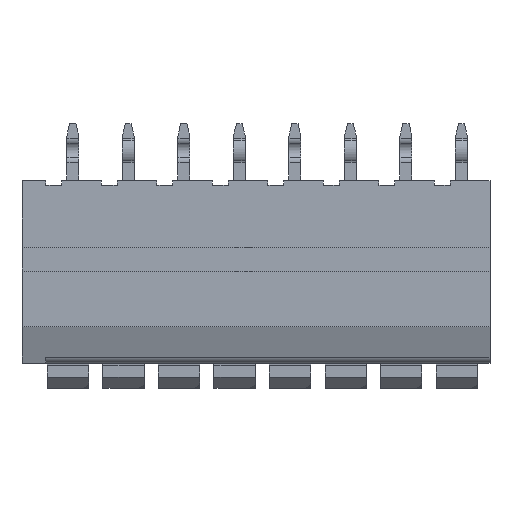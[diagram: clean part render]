
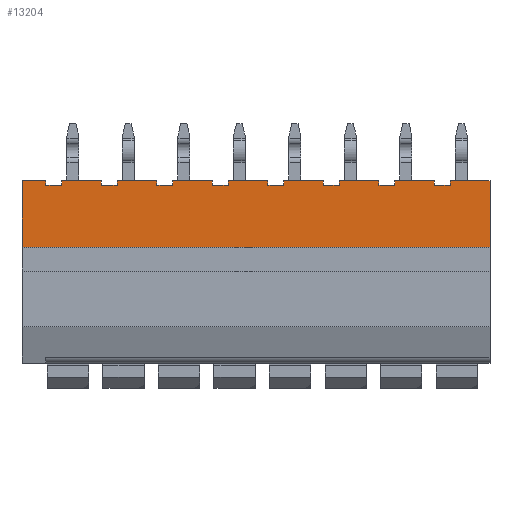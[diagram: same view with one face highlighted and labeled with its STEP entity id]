
A CAD part, left-side view. The second image highlights one B-rep face of the part: STEP entity #13204.
In plain terms, the highlighted planar face has unit normal (-1, 0, 0).
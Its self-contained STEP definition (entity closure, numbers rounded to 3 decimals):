
#78=DIRECTION('',(0.,1.,0.));
#79=VECTOR('',#78,1.);
#80=CARTESIAN_POINT('',(-6.,-11.5,5.45));
#81=LINE('',#80,#79);
#102=DIRECTION('',(0.,0.,1.));
#103=VECTOR('',#102,0.3);
#104=CARTESIAN_POINT('',(-6.,-10.5,5.45));
#105=LINE('',#104,#103);
#114=DIRECTION('',(0.,-1.,0.));
#115=VECTOR('',#114,1.);
#116=CARTESIAN_POINT('',(-6.,-17.5,5.45));
#117=LINE('',#116,#115);
#118=DIRECTION('',(0.,-1.,0.));
#119=VECTOR('',#118,1.5);
#120=CARTESIAN_POINT('',(-6.,8.5,5.75));
#121=LINE('',#120,#119);
#122=DIRECTION('',(0.,0.,-1.));
#123=VECTOR('',#122,0.3);
#124=CARTESIAN_POINT('',(-6.,7.,5.75));
#125=LINE('',#124,#123);
#126=DIRECTION('',(0.,0.,1.));
#127=VECTOR('',#126,0.3);
#128=CARTESIAN_POINT('',(-6.,6.,5.45));
#129=LINE('',#128,#127);
#130=DIRECTION('',(0.,-1.,0.));
#131=VECTOR('',#130,2.5);
#132=CARTESIAN_POINT('',(-6.,6.,5.75));
#133=LINE('',#132,#131);
#134=DIRECTION('',(0.,0.,1.));
#135=VECTOR('',#134,0.3);
#136=CARTESIAN_POINT('',(-6.,2.5,5.45));
#137=LINE('',#136,#135);
#138=DIRECTION('',(0.,-1.,0.));
#139=VECTOR('',#138,2.5);
#140=CARTESIAN_POINT('',(-6.,2.5,5.75));
#141=LINE('',#140,#139);
#142=DIRECTION('',(0.,0.,1.));
#143=VECTOR('',#142,0.3);
#144=CARTESIAN_POINT('',(-6.,-1.,5.45));
#145=LINE('',#144,#143);
#146=DIRECTION('',(0.,-1.,0.));
#147=VECTOR('',#146,2.5);
#148=CARTESIAN_POINT('',(-6.,-1.,5.75));
#149=LINE('',#148,#147);
#150=DIRECTION('',(0.,0.,1.));
#151=VECTOR('',#150,0.3);
#152=CARTESIAN_POINT('',(-6.,-4.5,5.45));
#153=LINE('',#152,#151);
#154=DIRECTION('',(0.,-1.,0.));
#155=VECTOR('',#154,2.5);
#156=CARTESIAN_POINT('',(-6.,-4.5,5.75));
#157=LINE('',#156,#155);
#158=DIRECTION('',(0.,0.,1.));
#159=VECTOR('',#158,0.3);
#160=CARTESIAN_POINT('',(-6.,-8.,5.45));
#161=LINE('',#160,#159);
#162=DIRECTION('',(0.,-1.,0.));
#163=VECTOR('',#162,2.5);
#164=CARTESIAN_POINT('',(-6.,-8.,5.75));
#165=LINE('',#164,#163);
#166=DIRECTION('',(0.,0.,1.));
#167=VECTOR('',#166,0.3);
#168=CARTESIAN_POINT('',(-6.,-11.5,5.45));
#169=LINE('',#168,#167);
#170=DIRECTION('',(0.,-1.,0.));
#171=VECTOR('',#170,2.5);
#172=CARTESIAN_POINT('',(-6.,-11.5,5.75));
#173=LINE('',#172,#171);
#174=DIRECTION('',(0.,0.,1.));
#175=VECTOR('',#174,0.3);
#176=CARTESIAN_POINT('',(-6.,-15.,5.45));
#177=LINE('',#176,#175);
#178=DIRECTION('',(0.,-1.,0.));
#179=VECTOR('',#178,2.5);
#180=CARTESIAN_POINT('',(-6.,-15.,5.75));
#181=LINE('',#180,#179);
#186=DIRECTION('',(0.,0.,1.));
#187=VECTOR('',#186,0.3);
#188=CARTESIAN_POINT('',(-6.,-17.5,5.45));
#189=LINE('',#188,#187);
#1147=DIRECTION('',(0.,-1.,0.));
#1148=VECTOR('',#1147,29.5);
#1149=CARTESIAN_POINT('',(-6.,8.5,1.55));
#1150=LINE('',#1149,#1148);
#2107=DIRECTION('',(0.,0.,1.));
#2108=VECTOR('',#2107,4.2);
#2109=CARTESIAN_POINT('',(-6.,-21.,1.55));
#2110=LINE('',#2109,#2108);
#5125=DIRECTION('',(0.,1.,0.));
#5126=VECTOR('',#5125,2.5);
#5127=CARTESIAN_POINT('',(-6.,-21.,5.75));
#5128=LINE('',#5127,#5126);
#5145=DIRECTION('',(0.,0.,-1.));
#5146=VECTOR('',#5145,0.3);
#5147=CARTESIAN_POINT('',(-6.,-18.5,5.75));
#5148=LINE('',#5147,#5146);
#5755=DIRECTION('',(0.,0.,-1.));
#5756=VECTOR('',#5755,4.2);
#5757=CARTESIAN_POINT('',(-6.,8.5,5.75));
#5758=LINE('',#5757,#5756);
#6255=DIRECTION('',(0.,1.,0.));
#6256=VECTOR('',#6255,1.);
#6257=CARTESIAN_POINT('',(-6.,6.,5.45));
#6258=LINE('',#6257,#6256);
#6459=DIRECTION('',(0.,0.,1.));
#6460=VECTOR('',#6459,0.3);
#6461=CARTESIAN_POINT('',(-6.,3.5,5.45));
#6462=LINE('',#6461,#6460);
#6487=DIRECTION('',(0.,1.,0.));
#6488=VECTOR('',#6487,1.);
#6489=CARTESIAN_POINT('',(-6.,2.5,5.45));
#6490=LINE('',#6489,#6488);
#6535=DIRECTION('',(0.,0.,1.));
#6536=VECTOR('',#6535,0.3);
#6537=CARTESIAN_POINT('',(-6.,0.,5.45));
#6538=LINE('',#6537,#6536);
#6567=DIRECTION('',(0.,1.,0.));
#6568=VECTOR('',#6567,1.);
#6569=CARTESIAN_POINT('',(-6.,-1.,5.45));
#6570=LINE('',#6569,#6568);
#6615=DIRECTION('',(0.,0.,1.));
#6616=VECTOR('',#6615,0.3);
#6617=CARTESIAN_POINT('',(-6.,-3.5,5.45));
#6618=LINE('',#6617,#6616);
#6663=DIRECTION('',(0.,1.,0.));
#6664=VECTOR('',#6663,1.);
#6665=CARTESIAN_POINT('',(-6.,-4.5,5.45));
#6666=LINE('',#6665,#6664);
#6859=DIRECTION('',(0.,0.,1.));
#6860=VECTOR('',#6859,0.3);
#6861=CARTESIAN_POINT('',(-6.,-7.,5.45));
#6862=LINE('',#6861,#6860);
#6907=DIRECTION('',(0.,1.,0.));
#6908=VECTOR('',#6907,1.);
#6909=CARTESIAN_POINT('',(-6.,-8.,5.45));
#6910=LINE('',#6909,#6908);
#9638=DIRECTION('',(0.,1.,0.));
#9639=VECTOR('',#9638,1.);
#9640=CARTESIAN_POINT('',(-6.,-15.,5.45));
#9641=LINE('',#9640,#9639);
#9662=DIRECTION('',(0.,0.,1.));
#9663=VECTOR('',#9662,0.3);
#9664=CARTESIAN_POINT('',(-6.,-14.,5.45));
#9665=LINE('',#9664,#9663);
#10155=CARTESIAN_POINT('',(-6.,6.,5.45));
#10156=VERTEX_POINT('',#10155);
#10157=CARTESIAN_POINT('',(-6.,7.,5.45));
#10158=VERTEX_POINT('',#10157);
#10163=CARTESIAN_POINT('',(-6.,3.5,5.75));
#10164=VERTEX_POINT('',#10163);
#10165=CARTESIAN_POINT('',(-6.,6.,5.75));
#10166=VERTEX_POINT('',#10165);
#10171=CARTESIAN_POINT('',(-6.,8.5,5.75));
#10172=CARTESIAN_POINT('',(-6.,8.5,1.55));
#10173=VERTEX_POINT('',#10171);
#10174=VERTEX_POINT('',#10172);
#10175=CARTESIAN_POINT('',(-6.,7.,5.75));
#10176=VERTEX_POINT('',#10175);
#10462=CARTESIAN_POINT('',(-6.,-21.,1.55));
#10463=VERTEX_POINT('',#10462);
#10464=CARTESIAN_POINT('',(-6.,-21.,5.75));
#10465=VERTEX_POINT('',#10464);
#11023=CARTESIAN_POINT('',(-6.,-18.5,5.45));
#11024=VERTEX_POINT('',#11023);
#11029=CARTESIAN_POINT('',(-6.,-18.5,5.75));
#11030=VERTEX_POINT('',#11029);
#11870=CARTESIAN_POINT('',(-6.,2.5,5.45));
#11871=VERTEX_POINT('',#11870);
#11876=CARTESIAN_POINT('',(-6.,2.5,5.75));
#11878=VERTEX_POINT('',#11876);
#11902=CARTESIAN_POINT('',(-6.,0.,5.75));
#11904=VERTEX_POINT('',#11902);
#11906=CARTESIAN_POINT('',(-6.,3.5,5.45));
#11908=VERTEX_POINT('',#11906);
#11912=CARTESIAN_POINT('',(-6.,-17.5,5.45));
#11913=VERTEX_POINT('',#11912);
#12011=CARTESIAN_POINT('',(-6.,-1.,5.45));
#12012=VERTEX_POINT('',#12011);
#12017=CARTESIAN_POINT('',(-6.,-1.,5.75));
#12019=VERTEX_POINT('',#12017);
#12043=CARTESIAN_POINT('',(-6.,-3.5,5.75));
#12045=VERTEX_POINT('',#12043);
#12047=CARTESIAN_POINT('',(-6.,0.,5.45));
#12049=VERTEX_POINT('',#12047);
#12372=CARTESIAN_POINT('',(-6.,-4.5,5.45));
#12373=VERTEX_POINT('',#12372);
#12378=CARTESIAN_POINT('',(-6.,-4.5,5.75));
#12380=VERTEX_POINT('',#12378);
#12404=CARTESIAN_POINT('',(-6.,-7.,5.75));
#12406=VERTEX_POINT('',#12404);
#12408=CARTESIAN_POINT('',(-6.,-3.5,5.45));
#12410=VERTEX_POINT('',#12408);
#12565=CARTESIAN_POINT('',(-6.,-8.,5.45));
#12566=VERTEX_POINT('',#12565);
#12571=CARTESIAN_POINT('',(-6.,-8.,5.75));
#12573=VERTEX_POINT('',#12571);
#12597=CARTESIAN_POINT('',(-6.,-10.5,5.75));
#12599=VERTEX_POINT('',#12597);
#12601=CARTESIAN_POINT('',(-6.,-7.,5.45));
#12603=VERTEX_POINT('',#12601);
#12758=CARTESIAN_POINT('',(-6.,-11.5,5.45));
#12759=VERTEX_POINT('',#12758);
#12764=CARTESIAN_POINT('',(-6.,-11.5,5.75));
#12766=VERTEX_POINT('',#12764);
#12790=CARTESIAN_POINT('',(-6.,-14.,5.75));
#12792=VERTEX_POINT('',#12790);
#12794=CARTESIAN_POINT('',(-6.,-10.5,5.45));
#12796=VERTEX_POINT('',#12794);
#12951=CARTESIAN_POINT('',(-6.,-15.,5.45));
#12952=VERTEX_POINT('',#12951);
#12957=CARTESIAN_POINT('',(-6.,-15.,5.75));
#12959=VERTEX_POINT('',#12957);
#12983=CARTESIAN_POINT('',(-6.,-17.5,5.75));
#12985=VERTEX_POINT('',#12983);
#12987=CARTESIAN_POINT('',(-6.,-14.,5.45));
#12989=VERTEX_POINT('',#12987);
#13127=CARTESIAN_POINT('',(-6.,0.,-5.75));
#13128=DIRECTION('',(-1.,0.,0.));
#13129=DIRECTION('',(0.,0.,1.));
#13130=AXIS2_PLACEMENT_3D('',#13127,#13128,#13129);
#13131=PLANE('',#13130);
#13133=ORIENTED_EDGE('',*,*,#13132,.F.);
#13135=ORIENTED_EDGE('',*,*,#13134,.T.);
#13137=ORIENTED_EDGE('',*,*,#13136,.F.);
#13139=ORIENTED_EDGE('',*,*,#13138,.F.);
#13141=ORIENTED_EDGE('',*,*,#13140,.F.);
#13143=ORIENTED_EDGE('',*,*,#13142,.F.);
#13145=ORIENTED_EDGE('',*,*,#13144,.F.);
#13147=ORIENTED_EDGE('',*,*,#13146,.T.);
#13149=ORIENTED_EDGE('',*,*,#13148,.T.);
#13151=ORIENTED_EDGE('',*,*,#13150,.F.);
#13153=ORIENTED_EDGE('',*,*,#13152,.T.);
#13155=ORIENTED_EDGE('',*,*,#13154,.T.);
#13157=ORIENTED_EDGE('',*,*,#13156,.F.);
#13159=ORIENTED_EDGE('',*,*,#13158,.F.);
#13161=ORIENTED_EDGE('',*,*,#13160,.T.);
#13163=ORIENTED_EDGE('',*,*,#13162,.T.);
#13165=ORIENTED_EDGE('',*,*,#13164,.F.);
#13167=ORIENTED_EDGE('',*,*,#13166,.F.);
#13169=ORIENTED_EDGE('',*,*,#13168,.T.);
#13171=ORIENTED_EDGE('',*,*,#13170,.T.);
#13173=ORIENTED_EDGE('',*,*,#13172,.F.);
#13175=ORIENTED_EDGE('',*,*,#13174,.F.);
#13177=ORIENTED_EDGE('',*,*,#13176,.T.);
#13179=ORIENTED_EDGE('',*,*,#13178,.T.);
#13181=ORIENTED_EDGE('',*,*,#13180,.F.);
#13183=ORIENTED_EDGE('',*,*,#13182,.F.);
#13185=ORIENTED_EDGE('',*,*,#13184,.T.);
#13187=ORIENTED_EDGE('',*,*,#13186,.T.);
#13188=ORIENTED_EDGE('',*,*,#13118,.F.);
#13189=ORIENTED_EDGE('',*,*,#13098,.F.);
#13191=ORIENTED_EDGE('',*,*,#13190,.T.);
#13193=ORIENTED_EDGE('',*,*,#13192,.T.);
#13195=ORIENTED_EDGE('',*,*,#13194,.F.);
#13197=ORIENTED_EDGE('',*,*,#13196,.F.);
#13199=ORIENTED_EDGE('',*,*,#13198,.T.);
#13201=ORIENTED_EDGE('',*,*,#13200,.T.);
#13202=EDGE_LOOP('',(#13133,#13135,#13137,#13139,#13141,#13143,#13145,#13147,
#13149,#13151,#13153,#13155,#13157,#13159,#13161,#13163,#13165,#13167,#13169,
#13171,#13173,#13175,#13177,#13179,#13181,#13183,#13185,#13187,#13188,#13189,
#13191,#13193,#13195,#13197,#13199,#13201));
#13203=FACE_OUTER_BOUND('',#13202,.F.);
#13098=EDGE_CURVE('',#12759,#12796,#81,.T.);
#13118=EDGE_CURVE('',#12796,#12599,#105,.T.);
#13132=EDGE_CURVE('',#11913,#12985,#189,.T.);
#13134=EDGE_CURVE('',#11913,#11024,#117,.T.);
#13136=EDGE_CURVE('',#11030,#11024,#5148,.T.);
#13138=EDGE_CURVE('',#10465,#11030,#5128,.T.);
#13140=EDGE_CURVE('',#10463,#10465,#2110,.T.);
#13142=EDGE_CURVE('',#10174,#10463,#1150,.T.);
#13144=EDGE_CURVE('',#10173,#10174,#5758,.T.);
#13146=EDGE_CURVE('',#10173,#10176,#121,.T.);
#13148=EDGE_CURVE('',#10176,#10158,#125,.T.);
#13150=EDGE_CURVE('',#10156,#10158,#6258,.T.);
#13152=EDGE_CURVE('',#10156,#10166,#129,.T.);
#13154=EDGE_CURVE('',#10166,#10164,#133,.T.);
#13156=EDGE_CURVE('',#11908,#10164,#6462,.T.);
#13158=EDGE_CURVE('',#11871,#11908,#6490,.T.);
#13160=EDGE_CURVE('',#11871,#11878,#137,.T.);
#13162=EDGE_CURVE('',#11878,#11904,#141,.T.);
#13164=EDGE_CURVE('',#12049,#11904,#6538,.T.);
#13166=EDGE_CURVE('',#12012,#12049,#6570,.T.);
#13168=EDGE_CURVE('',#12012,#12019,#145,.T.);
#13170=EDGE_CURVE('',#12019,#12045,#149,.T.);
#13172=EDGE_CURVE('',#12410,#12045,#6618,.T.);
#13174=EDGE_CURVE('',#12373,#12410,#6666,.T.);
#13176=EDGE_CURVE('',#12373,#12380,#153,.T.);
#13178=EDGE_CURVE('',#12380,#12406,#157,.T.);
#13180=EDGE_CURVE('',#12603,#12406,#6862,.T.);
#13182=EDGE_CURVE('',#12566,#12603,#6910,.T.);
#13184=EDGE_CURVE('',#12566,#12573,#161,.T.);
#13186=EDGE_CURVE('',#12573,#12599,#165,.T.);
#13190=EDGE_CURVE('',#12759,#12766,#169,.T.);
#13192=EDGE_CURVE('',#12766,#12792,#173,.T.);
#13194=EDGE_CURVE('',#12989,#12792,#9665,.T.);
#13196=EDGE_CURVE('',#12952,#12989,#9641,.T.);
#13198=EDGE_CURVE('',#12952,#12959,#177,.T.);
#13200=EDGE_CURVE('',#12959,#12985,#181,.T.);
#13204=ADVANCED_FACE('',(#13203),#13131,.T.);
